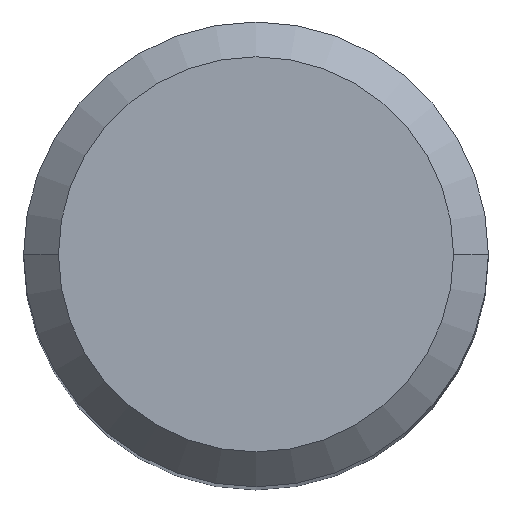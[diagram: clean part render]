
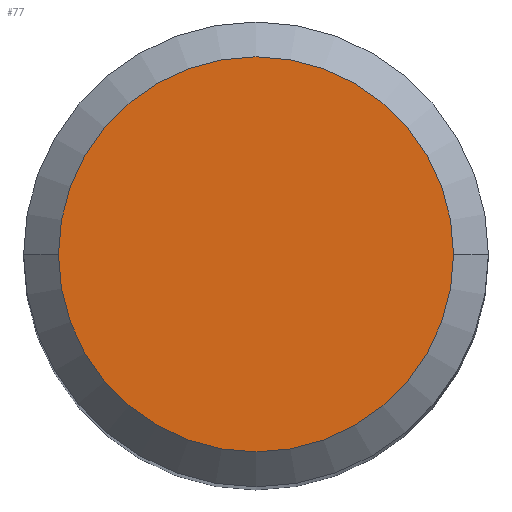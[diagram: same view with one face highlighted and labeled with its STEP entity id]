
A CAD part, top view. The second image highlights one B-rep face of the part: STEP entity #77.
In plain terms, the highlighted planar face has unit normal (0, 0, 1).
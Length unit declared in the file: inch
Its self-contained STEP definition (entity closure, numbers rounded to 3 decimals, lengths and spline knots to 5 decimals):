
#1 = EDGE_LOOP ( 'NONE', ( #437, #14 ) ) ;
#5 = CARTESIAN_POINT ( 'NONE',  ( -0.16732, 0., 0. ) ) ;
#8 = EDGE_CURVE ( 'NONE', #320, #414, #295, .T. ) ;
#12 = DIRECTION ( 'NONE',  ( 1., 0., 0. ) ) ;
#14 = ORIENTED_EDGE ( 'NONE', *, *, #8, .T. ) ;
#33 = AXIS2_PLACEMENT_3D ( 'NONE', #160, #382, #270 ) ;
#77 = ADVANCED_FACE ( 'NONE', ( #364 ), #171, .F. ) ;
#113 = CARTESIAN_POINT ( 'NONE',  ( 0., 0., 0. ) ) ;
#160 = CARTESIAN_POINT ( 'NONE',  ( 0., 0., 0. ) ) ;
#171 = PLANE ( 'NONE',  #33 ) ;
#180 = AXIS2_PLACEMENT_3D ( 'NONE', #405, #294, #209 ) ;
#209 = DIRECTION ( 'NONE',  ( 1., 0., 0. ) ) ;
#270 = DIRECTION ( 'NONE',  ( -1., 0., 0. ) ) ;
#294 = DIRECTION ( 'NONE',  ( 0., 0., 1. ) ) ;
#295 = CIRCLE ( 'NONE', #475, 0.16732 ) ;
#303 = DIRECTION ( 'NONE',  ( 0., 0., 1. ) ) ;
#317 = EDGE_CURVE ( 'NONE', #414, #320, #476, .T. ) ;
#320 = VERTEX_POINT ( 'NONE', #366 ) ;
#364 = FACE_OUTER_BOUND ( 'NONE', #1, .T. ) ;
#366 = CARTESIAN_POINT ( 'NONE',  ( 0.16732, 0., 0. ) ) ;
#382 = DIRECTION ( 'NONE',  ( 0., 0., -1. ) ) ;
#405 = CARTESIAN_POINT ( 'NONE',  ( 0., 0., 0. ) ) ;
#414 = VERTEX_POINT ( 'NONE', #5 ) ;
#437 = ORIENTED_EDGE ( 'NONE', *, *, #317, .T. ) ;
#475 = AXIS2_PLACEMENT_3D ( 'NONE', #113, #303, #12 ) ;
#476 = CIRCLE ( 'NONE', #180, 0.16732 ) ;
